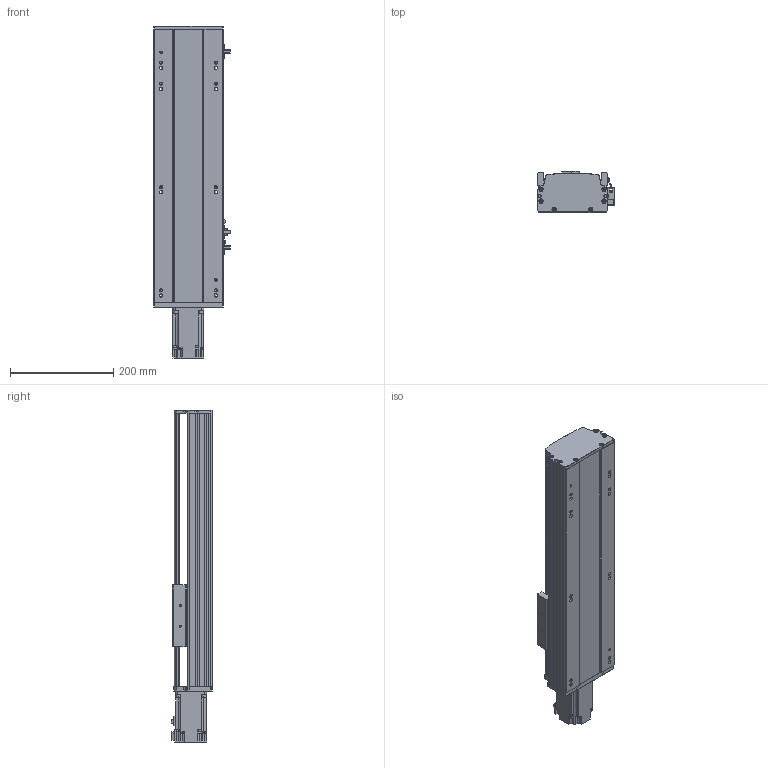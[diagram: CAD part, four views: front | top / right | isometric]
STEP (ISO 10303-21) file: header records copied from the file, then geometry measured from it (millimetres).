
FILE_DESCRIPTION (( 'STEP AP203' ), '1' );
FILE_NAME ('YSO135-4P-MS-300.step', '2018-04-23T07:01:20', ( '' ), ( '' ), 'SwSTEP 2.0', 'SolidWorks 2016', '' );
FILE_SCHEMA (( 'CONFIG_CONTROL_DESIGN' ));
Length unit declared in the file: millimetre
Products named in the file (8): YSO135-4P-MS-300; AP-SO-13504-MS-4P; AP-SO-13503-MS-4P; AP-SO-13502-MS-4P; AP-SO-13501-MS-4P; AP-SO-13506-MS-4P; AP-SO-13505-MS-4P; AP-SO-13507-MS-4P
Assembly tree (9 placements, depth 2):
  YSO135-4P-MS-300
    AP-SO-13505-MS-4P
    AP-SO-13504-MS-4P
    AP-SO-13507-MS-4P
    AP-SO-13503-MS-4P
    AP-SO-13506-MS-4P
    AP-SO-13502-MS-4P  x3
    AP-SO-13501-MS-4P
Bounding box: 148.7 x 81.3 x 643.3 mm (x, y, z)
Volume: 2359748.8 mm3; surface area: 560499.8 mm2
Topology: 14 solids, 28 shells, 1284 faces, 3317 edges, 2080 vertices
Faces by surface type: plane 658, cylinder 427, cone 171, bspline 16, torus 8, sphere 4
Entity records: 36342 total; most frequent: CARTESIAN_POINT 6545, DIRECTION 6320, ORIENTED_EDGE 5760, EDGE_CURVE 2937, AXIS2_PLACEMENT_3D 2259, VERTEX_POINT 1872, LINE 1802, VECTOR 1802
